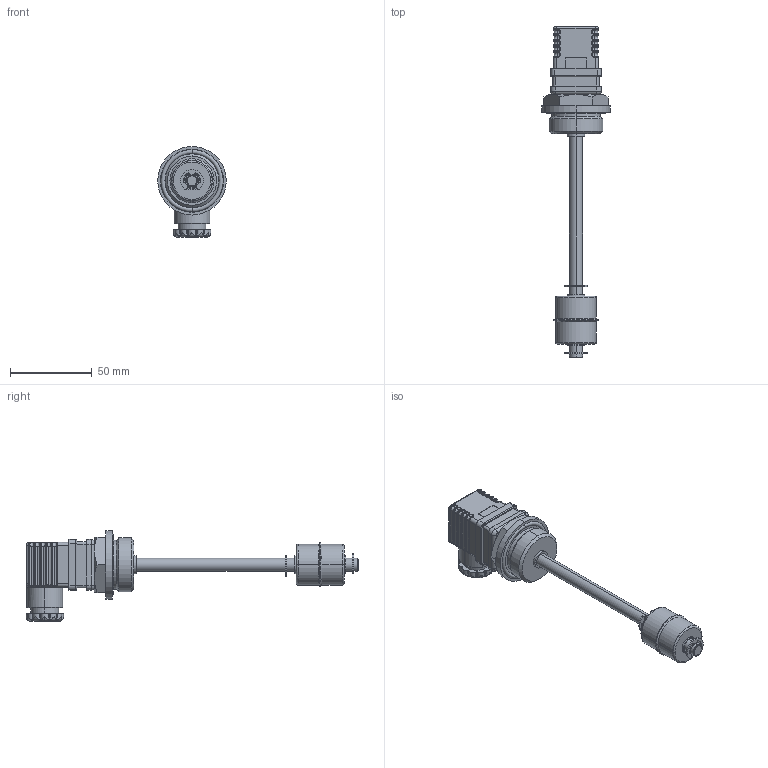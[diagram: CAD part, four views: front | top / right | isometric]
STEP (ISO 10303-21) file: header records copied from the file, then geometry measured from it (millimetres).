
FILE_DESCRIPTION (( 'STEP AP214' ), '1' );
FILE_NAME ('IMG.STEP', '2020-02-13T08:11:25', ( '' ), ( '' ), 'SwSTEP 2.0', 'SolidWorks 2019', '' );
FILE_SCHEMA (( 'AUTOMOTIVE_DESIGN' ));
Length unit declared in the file: millimetre
Products named in the file (1): IMG
Bounding box: 42 x 203.45 x 55.75 mm (x, y, z)
Surface area: 28202.1 mm2 (no closed solid volume)
Topology: 0 solids, 16 shells, 501 faces, 1585 edges, 1066 vertices
Faces by surface type: cylinder 222, plane 128, bspline 75, torus 52, cone 14, sphere 10
Entity records: 27050 total; most frequent: CARTESIAN_POINT 8565, ORIENTED_EDGE 2678, DIRECTION 2549, EDGE_CURVE 1581, VERTEX_POINT 1066, AXIS2_PLACEMENT_3D 993, CIRCLE 566, LINE 563
